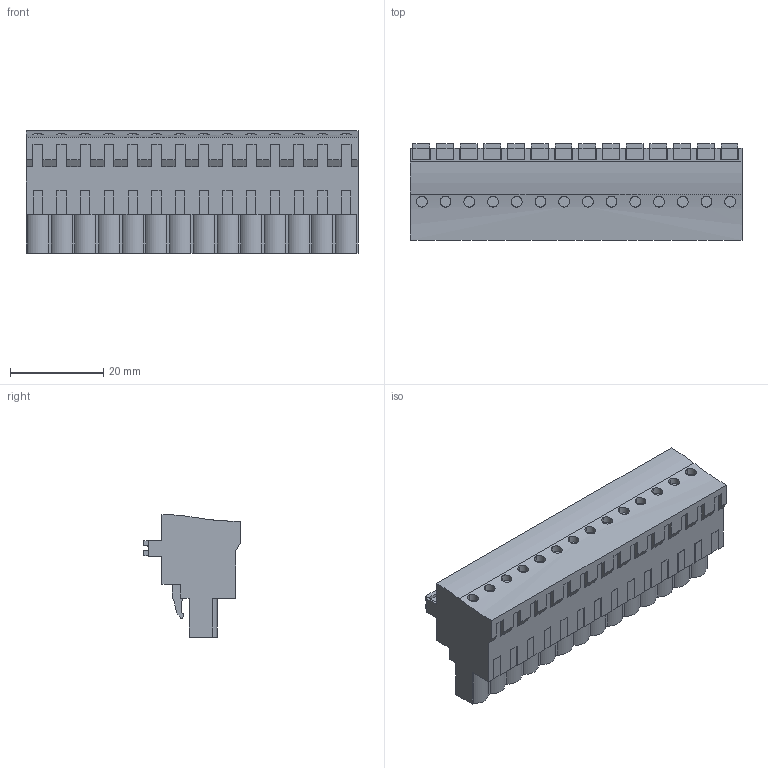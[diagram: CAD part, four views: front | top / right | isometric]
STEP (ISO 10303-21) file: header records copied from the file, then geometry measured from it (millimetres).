
FILE_DESCRIPTION(('CATIA V5 STEP Exchange','CAx-IF Rec.Pracs.--- Model Styling and Organization---1.2---2011-12-15'),'2;1');
FILE_NAME ('D1446268_0_1001650000_1001650000.stp','2017-09-08T11:56:52+00:00',('none'),('Weidmueller'),'CATIA Version 5-6 Release 2014','CATIA V5 STEP AP214','none');
FILE_SCHEMA(('AUTOMOTIVE_DESIGN { 1 0 10303 214 1 1 1 1 }'));
Length unit declared in the file: millimetre
Products named in the file (1): 1001650000
Bounding box: 71.12 x 20.64 x 26.24 mm (x, y, z)
Volume: 21686.1 mm3; surface area: 9271.2 mm2
Topology: 15 solids, 15 shells, 915 faces, 2640 edges, 1811 vertices
Faces by surface type: plane 739, cylinder 168, extrusion 8
Entity records: 27874 total; most frequent: CARTESIAN_POINT 5442, ORIENTED_EDGE 5280, DIRECTION 3555, EDGE_CURVE 2640, VECTOR 2237, LINE 2229, VERTEX_POINT 1811, EDGE_LOOP 971
